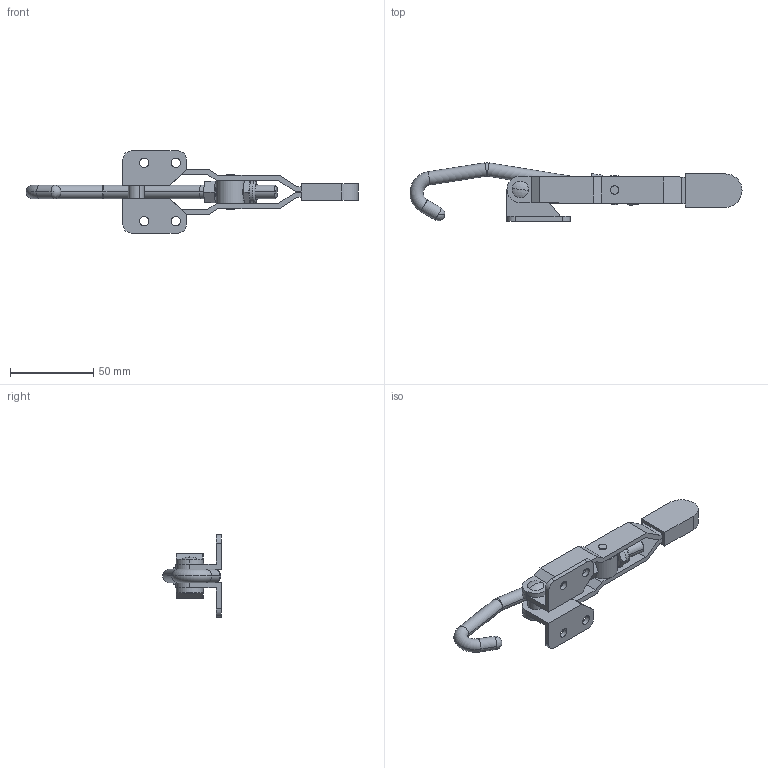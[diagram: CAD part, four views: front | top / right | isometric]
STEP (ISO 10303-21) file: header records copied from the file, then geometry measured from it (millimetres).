
FILE_DESCRIPTION (( 'STEP AP214' ), '1' );
FILE_NAME ('493794(GH-451).STEP', '2019-01-16T01:26:02', ( 'LinWei' ), ( '' ), 'SwSTEP 2.0', 'SolidWorks 2016', '' );
FILE_SCHEMA (( 'AUTOMOTIVE_DESIGN' ));
Length unit declared in the file: millimetre
Products named in the file (5): Group2^493794(GH-451); Group1^493794(GH-451); 445144-1^493794(GH-451); Group3^493794(GH-451); 493794(GH-451)
Assembly tree (4 placements, depth 2):
  493794(GH-451)
    Group1^493794(GH-451)
    Group2^493794(GH-451)
    Group3^493794(GH-451)
    445144-1^493794(GH-451)
Bounding box: 199.16 x 35.04 x 49.2 mm (x, y, z)
Volume: 37029.6 mm3; surface area: 24207.3 mm2
Topology: 6 solids, 6 shells, 171 faces, 417 edges, 263 vertices
Faces by surface type: plane 81, cylinder 56, cone 22, torus 8, sphere 4
Entity records: 5605 total; most frequent: CARTESIAN_POINT 1125, DIRECTION 889, ORIENTED_EDGE 828, EDGE_CURVE 414, AXIS2_PLACEMENT_3D 325, VERTEX_POINT 261, LINE 239, VECTOR 239
